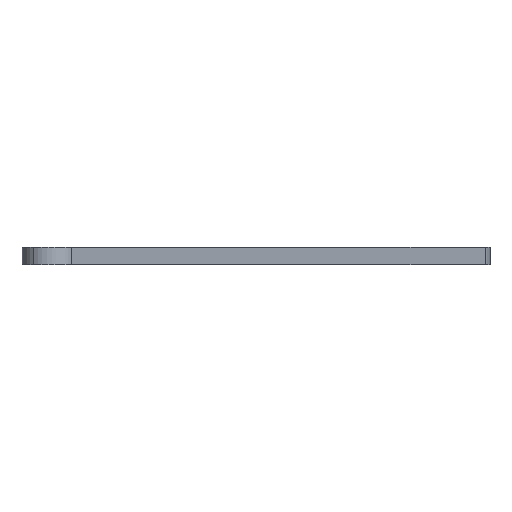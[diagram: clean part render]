
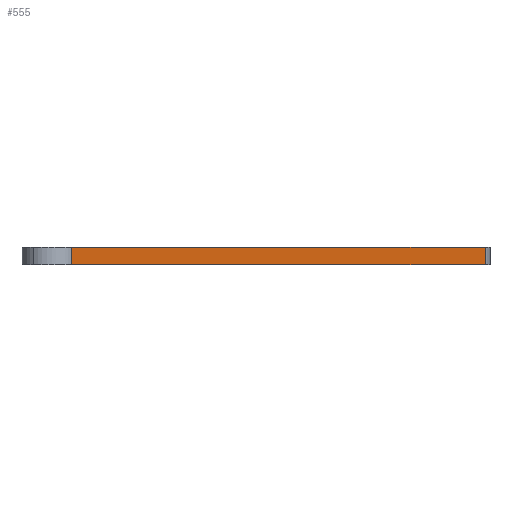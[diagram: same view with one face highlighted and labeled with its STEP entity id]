
A CAD part, front view. The second image highlights one B-rep face of the part: STEP entity #555.
In plain terms, the highlighted face is planar.
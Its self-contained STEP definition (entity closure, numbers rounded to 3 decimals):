
#35 = CARTESIAN_POINT ( 'NONE',  ( -83.37, -6.35, 2. ) ) ;
#52 = LINE ( 'NONE', #690, #232 ) ;
#94 = LINE ( 'NONE', #206, #503 ) ;
#97 = LINE ( 'NONE', #771, #189 ) ;
#103 = CARTESIAN_POINT ( 'NONE',  ( -83.37, -6.35, -2. ) ) ;
#111 = CARTESIAN_POINT ( 'NONE',  ( -83.37, -6.35, 2. ) ) ;
#127 = VERTEX_POINT ( 'NONE', #404 ) ;
#148 = VERTEX_POINT ( 'NONE', #103 ) ;
#155 = AXIS2_PLACEMENT_3D ( 'NONE', #467, #697, #346 ) ;
#172 = ORIENTED_EDGE ( 'NONE', *, *, #238, .F. ) ;
#189 = VECTOR ( 'NONE', #706, 1000. ) ;
#199 = VERTEX_POINT ( 'NONE', #111 ) ;
#206 = CARTESIAN_POINT ( 'NONE',  ( -83.37, -6.35, 2. ) ) ;
#210 = EDGE_CURVE ( 'NONE', #148, #298, #52, .T. ) ;
#232 = VECTOR ( 'NONE', #591, 1000. ) ;
#238 = EDGE_CURVE ( 'NONE', #127, #298, #97, .T. ) ;
#270 = FACE_OUTER_BOUND ( 'NONE', #664, .T. ) ;
#281 = PLANE ( 'NONE',  #155 ) ;
#294 = ORIENTED_EDGE ( 'NONE', *, *, #210, .T. ) ;
#298 = VERTEX_POINT ( 'NONE', #625 ) ;
#346 = DIRECTION ( 'NONE',  ( -1., 0., 0. ) ) ;
#391 = LINE ( 'NONE', #35, #493 ) ;
#404 = CARTESIAN_POINT ( 'NONE',  ( 83.37, -6.35, 2. ) ) ;
#417 = EDGE_CURVE ( 'NONE', #199, #127, #94, .T. ) ;
#467 = CARTESIAN_POINT ( 'NONE',  ( -83.37, -6.35, 2. ) ) ;
#493 = VECTOR ( 'NONE', #525, 1000. ) ;
#494 = DIRECTION ( 'NONE',  ( 1., 0., 0. ) ) ;
#503 = VECTOR ( 'NONE', #494, 1000. ) ;
#525 = DIRECTION ( 'NONE',  ( 0., 0., -1. ) ) ;
#544 = EDGE_CURVE ( 'NONE', #199, #148, #391, .T. ) ;
#555 = ADVANCED_FACE ( 'NONE', ( #270 ), #281, .F. ) ;
#591 = DIRECTION ( 'NONE',  ( 1., 0., 0. ) ) ;
#600 = ORIENTED_EDGE ( 'NONE', *, *, #544, .T. ) ;
#625 = CARTESIAN_POINT ( 'NONE',  ( 83.37, -6.35, -2. ) ) ;
#664 = EDGE_LOOP ( 'NONE', ( #294, #172, #673, #600 ) ) ;
#673 = ORIENTED_EDGE ( 'NONE', *, *, #417, .F. ) ;
#690 = CARTESIAN_POINT ( 'NONE',  ( -83.37, -6.35, -2. ) ) ;
#697 = DIRECTION ( 'NONE',  ( 0., 1., 0. ) ) ;
#706 = DIRECTION ( 'NONE',  ( 0., 0., -1. ) ) ;
#771 = CARTESIAN_POINT ( 'NONE',  ( 83.37, -6.35, 2. ) ) ;
